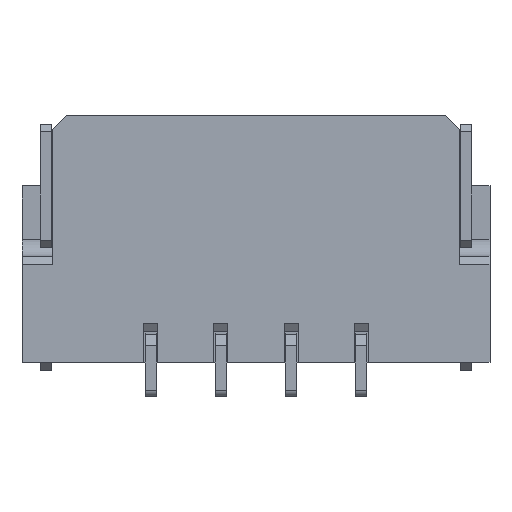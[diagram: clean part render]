
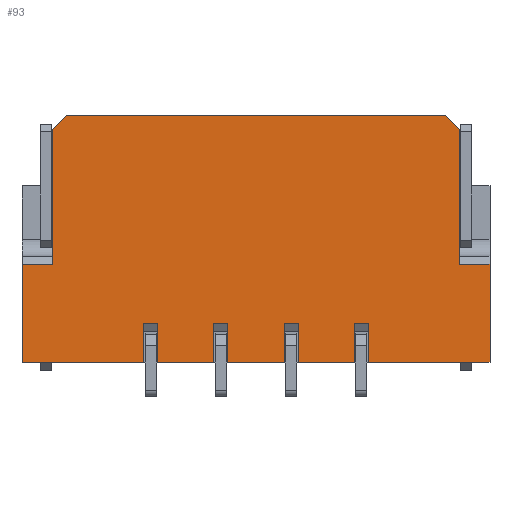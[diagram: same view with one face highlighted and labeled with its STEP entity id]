
A CAD part, front view. The second image highlights one B-rep face of the part: STEP entity #93.
In plain terms, the highlighted planar face has unit normal (0, -1, 0).
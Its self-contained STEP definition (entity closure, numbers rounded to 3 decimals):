
#93=ADVANCED_FACE('',(#488),#489,.T.);
#488=FACE_OUTER_BOUND('',#1220,.T.);
#489=PLANE('',#1221);
#1220=EDGE_LOOP('',(#2065,#2066,#2067,#2068,#2069,#2070,#2071,#2072,#2073,#2074,#2075,#2076,#2077,#2078,#2079,#2080,#2081,#2082,#2083,#2084,#2085,#2086,#2087,#2088,#2089,#2090));
#1221=AXIS2_PLACEMENT_3D('',#2091,#2092,#2093);
#2065=ORIENTED_EDGE('',*,*,#5202,.T.);
#2066=ORIENTED_EDGE('',*,*,#5203,.F.);
#2067=ORIENTED_EDGE('',*,*,#5186,.T.);
#2068=ORIENTED_EDGE('',*,*,#5204,.T.);
#2069=ORIENTED_EDGE('',*,*,#5205,.T.);
#2070=ORIENTED_EDGE('',*,*,#5206,.F.);
#2071=ORIENTED_EDGE('',*,*,#5182,.T.);
#2072=ORIENTED_EDGE('',*,*,#5207,.T.);
#2073=ORIENTED_EDGE('',*,*,#5208,.T.);
#2074=ORIENTED_EDGE('',*,*,#5209,.F.);
#2075=ORIENTED_EDGE('',*,*,#5178,.T.);
#2076=ORIENTED_EDGE('',*,*,#5210,.T.);
#2077=ORIENTED_EDGE('',*,*,#5211,.T.);
#2078=ORIENTED_EDGE('',*,*,#5212,.F.);
#2079=ORIENTED_EDGE('',*,*,#5174,.T.);
#2080=ORIENTED_EDGE('',*,*,#5213,.T.);
#2081=ORIENTED_EDGE('',*,*,#5214,.T.);
#2082=ORIENTED_EDGE('',*,*,#5215,.F.);
#2083=ORIENTED_EDGE('',*,*,#5216,.T.);
#2084=ORIENTED_EDGE('',*,*,#5217,.F.);
#2085=ORIENTED_EDGE('',*,*,#5218,.T.);
#2086=ORIENTED_EDGE('',*,*,#5219,.T.);
#2087=ORIENTED_EDGE('',*,*,#5220,.F.);
#2088=ORIENTED_EDGE('',*,*,#5221,.F.);
#2089=ORIENTED_EDGE('',*,*,#5154,.T.);
#2090=ORIENTED_EDGE('',*,*,#5193,.T.);
#2091=CARTESIAN_POINT('',(-4.175,-2.725,-2.2));
#2092=DIRECTION('',(0.0,-1.0,0.0));
#2093=DIRECTION('',(0.0,0.0,-1.0));
#5154=EDGE_CURVE('',#6264,#6265,#6266,.T.);
#5174=EDGE_CURVE('',#6305,#6303,#6306,.T.);
#5178=EDGE_CURVE('',#6313,#6311,#6314,.T.);
#5182=EDGE_CURVE('',#6321,#6319,#6322,.T.);
#5186=EDGE_CURVE('',#6329,#6327,#6330,.T.);
#5193=EDGE_CURVE('',#6265,#6340,#6342,.T.);
#5202=EDGE_CURVE('',#6340,#6359,#6360,.T.);
#5203=EDGE_CURVE('',#6329,#6359,#6361,.T.);
#5204=EDGE_CURVE('',#6327,#6362,#6363,.T.);
#5205=EDGE_CURVE('',#6362,#6364,#6365,.T.);
#5206=EDGE_CURVE('',#6321,#6364,#6366,.T.);
#5207=EDGE_CURVE('',#6319,#6367,#6368,.T.);
#5208=EDGE_CURVE('',#6367,#6369,#6370,.T.);
#5209=EDGE_CURVE('',#6313,#6369,#6371,.T.);
#5210=EDGE_CURVE('',#6311,#6372,#6373,.T.);
#5211=EDGE_CURVE('',#6372,#6374,#6375,.T.);
#5212=EDGE_CURVE('',#6305,#6374,#6376,.T.);
#5213=EDGE_CURVE('',#6303,#6377,#6378,.T.);
#5214=EDGE_CURVE('',#6377,#6379,#6380,.T.);
#5215=EDGE_CURVE('',#6381,#6379,#6382,.T.);
#5216=EDGE_CURVE('',#6381,#6383,#6384,.T.);
#5217=EDGE_CURVE('',#6385,#6383,#6386,.T.);
#5218=EDGE_CURVE('',#6385,#6387,#6388,.T.);
#5219=EDGE_CURVE('',#6387,#6389,#6390,.T.);
#5220=EDGE_CURVE('',#6391,#6389,#6392,.T.);
#5221=EDGE_CURVE('',#6264,#6391,#6393,.T.);
#6264=VERTEX_POINT('',#8010);
#6265=VERTEX_POINT('',#8011);
#6266=LINE('',#8012,#8013);
#6303=VERTEX_POINT('',#8068);
#6305=VERTEX_POINT('',#8071);
#6306=LINE('',#8072,#8073);
#6311=VERTEX_POINT('',#8080);
#6313=VERTEX_POINT('',#8083);
#6314=LINE('',#8084,#8085);
#6319=VERTEX_POINT('',#8092);
#6321=VERTEX_POINT('',#8095);
#6322=LINE('',#8096,#8097);
#6327=VERTEX_POINT('',#8104);
#6329=VERTEX_POINT('',#8107);
#6330=LINE('',#8108,#8109);
#6340=VERTEX_POINT('',#8124);
#6342=LINE('',#8127,#8128);
#6359=VERTEX_POINT('',#8153);
#6360=LINE('',#8154,#8155);
#6361=LINE('',#8156,#8157);
#6362=VERTEX_POINT('',#8158);
#6363=LINE('',#8159,#8160);
#6364=VERTEX_POINT('',#8161);
#6365=LINE('',#8162,#8163);
#6366=LINE('',#8164,#8165);
#6367=VERTEX_POINT('',#8166);
#6368=LINE('',#8167,#8168);
#6369=VERTEX_POINT('',#8169);
#6370=LINE('',#8170,#8171);
#6371=LINE('',#8172,#8173);
#6372=VERTEX_POINT('',#8174);
#6373=LINE('',#8175,#8176);
#6374=VERTEX_POINT('',#8177);
#6375=LINE('',#8178,#8179);
#6376=LINE('',#8180,#8181);
#6377=VERTEX_POINT('',#8182);
#6378=LINE('',#8183,#8184);
#6379=VERTEX_POINT('',#8185);
#6380=LINE('',#8186,#8187);
#6381=VERTEX_POINT('',#8188);
#6382=LINE('',#8189,#8190);
#6383=VERTEX_POINT('',#8191);
#6384=LINE('',#8192,#8193);
#6385=VERTEX_POINT('',#8194);
#6386=LINE('',#8195,#8196);
#6387=VERTEX_POINT('',#8197);
#6388=LINE('',#8198,#8199);
#6389=VERTEX_POINT('',#8200);
#6390=LINE('',#8201,#8202);
#6391=VERTEX_POINT('',#8203);
#6392=LINE('',#8204,#8205);
#6393=LINE('',#8206,#8207);
#8010=CARTESIAN_POINT('',(-4.175,-2.725,-2.2));
#8011=CARTESIAN_POINT('',(-2.0,-2.725,-2.2));
#8012=CARTESIAN_POINT('',(-4.175,-2.725,-2.2));
#8013=VECTOR('',#10676,2.175);
#8068=CARTESIAN_POINT('',(4.175,-2.725,-2.2));
#8071=CARTESIAN_POINT('',(2.0,-2.725,-2.2));
#8072=CARTESIAN_POINT('',(2.0,-2.725,-2.2));
#8073=VECTOR('',#10696,2.175);
#8080=CARTESIAN_POINT('',(1.75,-2.725,-2.2));
#8083=CARTESIAN_POINT('',(0.75,-2.725,-2.2));
#8084=CARTESIAN_POINT('',(0.75,-2.725,-2.2));
#8085=VECTOR('',#10700,1.0);
#8092=CARTESIAN_POINT('',(0.5,-2.725,-2.2));
#8095=CARTESIAN_POINT('',(-0.5,-2.725,-2.2));
#8096=CARTESIAN_POINT('',(-0.5,-2.725,-2.2));
#8097=VECTOR('',#10704,1.0);
#8104=CARTESIAN_POINT('',(-0.75,-2.725,-2.2));
#8107=CARTESIAN_POINT('',(-1.75,-2.725,-2.2));
#8108=CARTESIAN_POINT('',(-1.75,-2.725,-2.2));
#8109=VECTOR('',#10708,1.0);
#8124=CARTESIAN_POINT('',(-2.0,-2.725,-1.5));
#8127=CARTESIAN_POINT('',(-2.0,-2.725,-2.2));
#8128=VECTOR('',#10715,0.7);
#8153=CARTESIAN_POINT('',(-1.75,-2.725,-1.5));
#8154=CARTESIAN_POINT('',(-2.0,-2.725,-1.5));
#8155=VECTOR('',#10724,0.25);
#8156=CARTESIAN_POINT('',(-1.75,-2.725,-2.2));
#8157=VECTOR('',#10725,0.7);
#8158=CARTESIAN_POINT('',(-0.75,-2.725,-1.5));
#8159=CARTESIAN_POINT('',(-0.75,-2.725,-2.2));
#8160=VECTOR('',#10726,0.7);
#8161=CARTESIAN_POINT('',(-0.5,-2.725,-1.5));
#8162=CARTESIAN_POINT('',(-0.75,-2.725,-1.5));
#8163=VECTOR('',#10727,0.25);
#8164=CARTESIAN_POINT('',(-0.5,-2.725,-2.2));
#8165=VECTOR('',#10728,0.7);
#8166=CARTESIAN_POINT('',(0.5,-2.725,-1.5));
#8167=CARTESIAN_POINT('',(0.5,-2.725,-2.2));
#8168=VECTOR('',#10729,0.7);
#8169=CARTESIAN_POINT('',(0.75,-2.725,-1.5));
#8170=CARTESIAN_POINT('',(0.5,-2.725,-1.5));
#8171=VECTOR('',#10730,0.25);
#8172=CARTESIAN_POINT('',(0.75,-2.725,-2.2));
#8173=VECTOR('',#10731,0.7);
#8174=CARTESIAN_POINT('',(1.75,-2.725,-1.5));
#8175=CARTESIAN_POINT('',(1.75,-2.725,-2.2));
#8176=VECTOR('',#10732,0.7);
#8177=CARTESIAN_POINT('',(2.0,-2.725,-1.5));
#8178=CARTESIAN_POINT('',(1.75,-2.725,-1.5));
#8179=VECTOR('',#10733,0.25);
#8180=CARTESIAN_POINT('',(2.0,-2.725,-2.2));
#8181=VECTOR('',#10734,0.7);
#8182=CARTESIAN_POINT('',(4.175,-2.725,-0.45));
#8183=CARTESIAN_POINT('',(4.175,-2.725,-2.2));
#8184=VECTOR('',#10735,1.75);
#8185=CARTESIAN_POINT('',(3.625,-2.725,-0.45));
#8186=CARTESIAN_POINT('',(4.175,-2.725,-0.45));
#8187=VECTOR('',#10736,0.55);
#8188=CARTESIAN_POINT('',(3.625,-2.725,1.95));
#8189=CARTESIAN_POINT('',(3.625,-2.725,1.95));
#8190=VECTOR('',#10737,2.4);
#8191=CARTESIAN_POINT('',(3.375,-2.725,2.2));
#8192=CARTESIAN_POINT('',(3.625,-2.725,1.95));
#8193=VECTOR('',#10738,0.354);
#8194=CARTESIAN_POINT('',(-3.375,-2.725,2.2));
#8195=CARTESIAN_POINT('',(-3.375,-2.725,2.2));
#8196=VECTOR('',#10739,6.75);
#8197=CARTESIAN_POINT('',(-3.625,-2.725,1.95));
#8198=CARTESIAN_POINT('',(-3.375,-2.725,2.2));
#8199=VECTOR('',#10740,0.354);
#8200=CARTESIAN_POINT('',(-3.625,-2.725,-0.45));
#8201=CARTESIAN_POINT('',(-3.625,-2.725,1.95));
#8202=VECTOR('',#10741,2.4);
#8203=CARTESIAN_POINT('',(-4.175,-2.725,-0.45));
#8204=CARTESIAN_POINT('',(-4.175,-2.725,-0.45));
#8205=VECTOR('',#10742,0.55);
#8206=CARTESIAN_POINT('',(-4.175,-2.725,-2.2));
#8207=VECTOR('',#10743,1.75);
#10676=DIRECTION('',(1.0,0.0,0.0));
#10696=DIRECTION('',(1.0,0.0,0.0));
#10700=DIRECTION('',(1.0,0.0,0.0));
#10704=DIRECTION('',(1.0,0.0,0.0));
#10708=DIRECTION('',(1.0,0.0,0.0));
#10715=DIRECTION('',(0.0,0.0,1.0));
#10724=DIRECTION('',(1.0,0.0,0.0));
#10725=DIRECTION('',(0.0,0.0,1.0));
#10726=DIRECTION('',(0.0,0.0,1.0));
#10727=DIRECTION('',(1.0,0.0,0.0));
#10728=DIRECTION('',(0.0,0.0,1.0));
#10729=DIRECTION('',(0.0,0.0,1.0));
#10730=DIRECTION('',(1.0,0.0,0.0));
#10731=DIRECTION('',(0.0,0.0,1.0));
#10732=DIRECTION('',(0.0,0.0,1.0));
#10733=DIRECTION('',(1.0,0.0,0.0));
#10734=DIRECTION('',(0.0,0.0,1.0));
#10735=DIRECTION('',(0.0,0.0,1.0));
#10736=DIRECTION('',(-1.0,0.0,0.0));
#10737=DIRECTION('',(0.0,0.0,-1.0));
#10738=DIRECTION('',(-0.707,0.0,0.707));
#10739=DIRECTION('',(1.0,0.0,0.0));
#10740=DIRECTION('',(-0.707,0.0,-0.707));
#10741=DIRECTION('',(0.0,0.0,-1.0));
#10742=DIRECTION('',(1.0,0.0,0.0));
#10743=DIRECTION('',(0.0,0.0,1.0));
